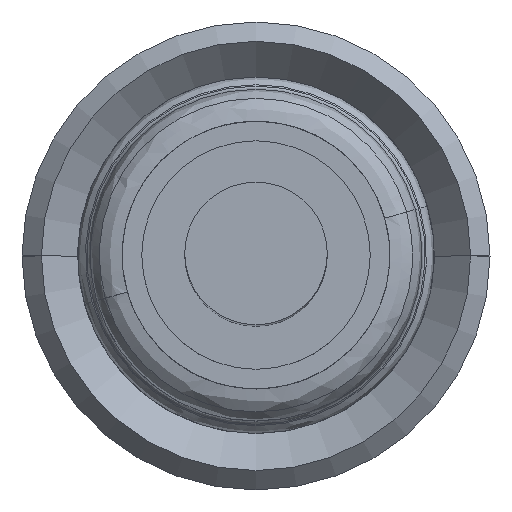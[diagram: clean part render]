
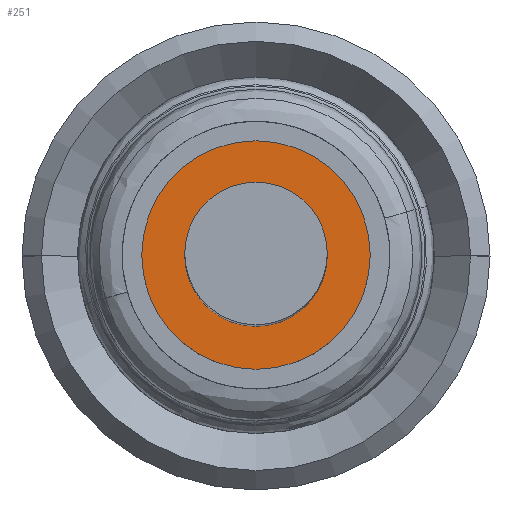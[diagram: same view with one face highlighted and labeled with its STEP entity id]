
A CAD part, top view. The second image highlights one B-rep face of the part: STEP entity #251.
In plain terms, the highlighted planar face has unit normal (0, 0, 1).
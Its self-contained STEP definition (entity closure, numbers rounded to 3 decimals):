
#3 = AXIS2_PLACEMENT_3D ( 'NONE', #1427, #319, #1930 ) ;
#9 = AXIS2_PLACEMENT_3D ( 'NONE', #412, #2540, #1578 ) ;
#30 = AXIS2_PLACEMENT_3D ( 'NONE', #601, #2102, #1907 ) ;
#46 = CARTESIAN_POINT ( 'NONE',  ( -9.614, -1.674, 30.555 ) ) ;
#64 = ORIENTED_EDGE ( 'NONE', *, *, #1176, .T. ) ;
#102 = DIRECTION ( 'NONE',  ( 0., 0., 1. ) ) ;
#121 = VERTEX_POINT ( 'NONE', #1816 ) ;
#157 = AXIS2_PLACEMENT_3D ( 'NONE', #46, #1416, #2095 ) ;
#198 = EDGE_LOOP ( 'NONE', ( #1783, #1024 ) ) ;
#251 = ADVANCED_FACE ( 'NONE', ( #522, #505 ), #645, .T. ) ;
#319 = DIRECTION ( 'NONE',  ( 0., 0., -1. ) ) ;
#412 = CARTESIAN_POINT ( 'NONE',  ( -9.614, -1.674, 30.555 ) ) ;
#433 = CARTESIAN_POINT ( 'NONE',  ( -11.595, -1.674, 30.555 ) ) ;
#505 = FACE_OUTER_BOUND ( 'NONE', #198, .T. ) ;
#522 = FACE_BOUND ( 'NONE', #1643, .T. ) ;
#525 = VERTEX_POINT ( 'NONE', #2381 ) ;
#540 = AXIS2_PLACEMENT_3D ( 'NONE', #1218, #102, #1473 ) ;
#601 = CARTESIAN_POINT ( 'NONE',  ( -9.614, -1.674, 30.555 ) ) ;
#645 = PLANE ( 'NONE',  #540 ) ;
#932 = CIRCLE ( 'NONE', #157, 3.175 ) ;
#1024 = ORIENTED_EDGE ( 'NONE', *, *, #1208, .F. ) ;
#1139 = EDGE_CURVE ( 'NONE', #1889, #525, #2232, .T. ) ;
#1176 = EDGE_CURVE ( 'NONE', #2063, #121, #1289, .T. ) ;
#1198 = EDGE_CURVE ( 'NONE', #121, #2063, #1321, .T. ) ;
#1208 = EDGE_CURVE ( 'NONE', #525, #1889, #932, .T. ) ;
#1218 = CARTESIAN_POINT ( 'NONE',  ( -9.614, -1.674, 30.555 ) ) ;
#1289 = CIRCLE ( 'NONE', #9, 1.981 ) ;
#1321 = CIRCLE ( 'NONE', #3, 1.981 ) ;
#1416 = DIRECTION ( 'NONE',  ( 0., 0., -1. ) ) ;
#1427 = CARTESIAN_POINT ( 'NONE',  ( -9.614, -1.674, 30.555 ) ) ;
#1473 = DIRECTION ( 'NONE',  ( 1., 0., 0. ) ) ;
#1512 = ORIENTED_EDGE ( 'NONE', *, *, #1198, .T. ) ;
#1565 = CARTESIAN_POINT ( 'NONE',  ( -12.789, -1.674, 30.555 ) ) ;
#1578 = DIRECTION ( 'NONE',  ( -1., 0., 0. ) ) ;
#1643 = EDGE_LOOP ( 'NONE', ( #64, #1512 ) ) ;
#1783 = ORIENTED_EDGE ( 'NONE', *, *, #1139, .F. ) ;
#1816 = CARTESIAN_POINT ( 'NONE',  ( -7.632, -1.674, 30.555 ) ) ;
#1889 = VERTEX_POINT ( 'NONE', #1565 ) ;
#1907 = DIRECTION ( 'NONE',  ( -1., 0., 0. ) ) ;
#1930 = DIRECTION ( 'NONE',  ( -1., 0., 0. ) ) ;
#2063 = VERTEX_POINT ( 'NONE', #433 ) ;
#2095 = DIRECTION ( 'NONE',  ( -1., 0., 0. ) ) ;
#2102 = DIRECTION ( 'NONE',  ( 0., 0., -1. ) ) ;
#2232 = CIRCLE ( 'NONE', #30, 3.175 ) ;
#2381 = CARTESIAN_POINT ( 'NONE',  ( -6.439, -1.674, 30.555 ) ) ;
#2540 = DIRECTION ( 'NONE',  ( 0., 0., -1. ) ) ;
